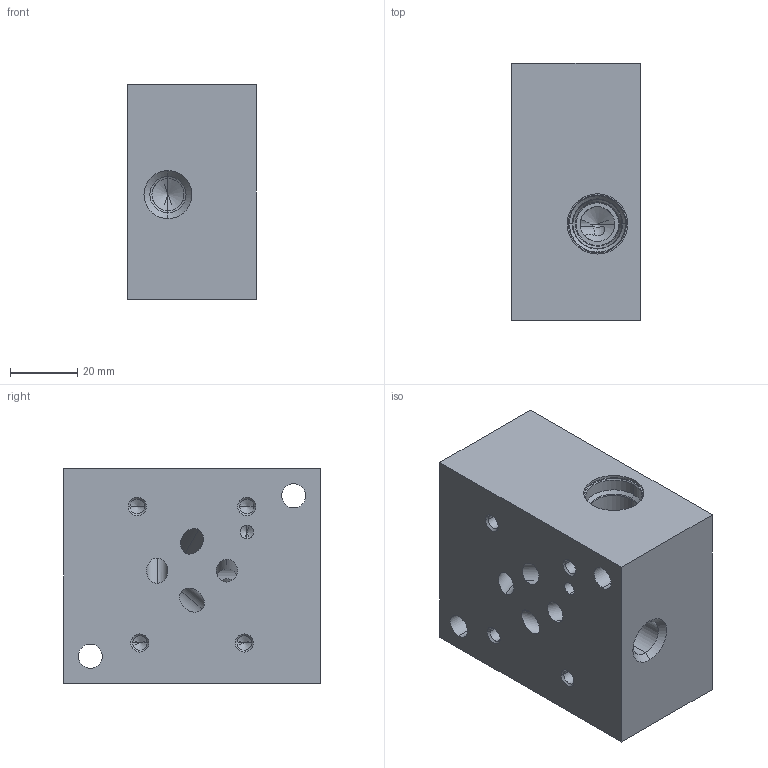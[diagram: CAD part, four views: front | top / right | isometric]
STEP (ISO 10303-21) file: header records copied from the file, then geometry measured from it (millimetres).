
FILE_DESCRIPTION((''),'2;1');
FILE_NAME('Z2D_ASM','2023-09-15T',('ProEService'),(''),'PRO/ENGINEER BY PARAMETRIC TECHNOLOGY CORPORATION, 2014200','PRO/ENGINEER BY PARAMETRIC TECHNOLOGY CORPORATION, 2014200','');
FILE_SCHEMA(('CONFIG_CONTROL_DESIGN'));
Length unit declared in the file: inch
Products named in the file (2): 153-791-001; Z2D_ASM
Assembly tree (1 placements, depth 2):
  Z2D_ASM
    153-791-001
Bounding box: 38.1 x 76.2 x 63.5 mm (x, y, z)
Volume: 160901.9 mm3; surface area: 29297.7 mm2
Topology: 1 solids, 1 shells, 102 faces, 419 edges, 397 vertices
Faces by surface type: cone 45, cylinder 42, plane 8, torus 4, sphere 3
Entity records: 5082 total; most frequent: CARTESIAN_POINT 1810, DIRECTION 682, ORIENTED_EDGE 484, VECTOR 256, LINE 256, EDGE_CURVE 242, AXIS2_PLACEMENT_3D 213, TRIMMED_CURVE 157
